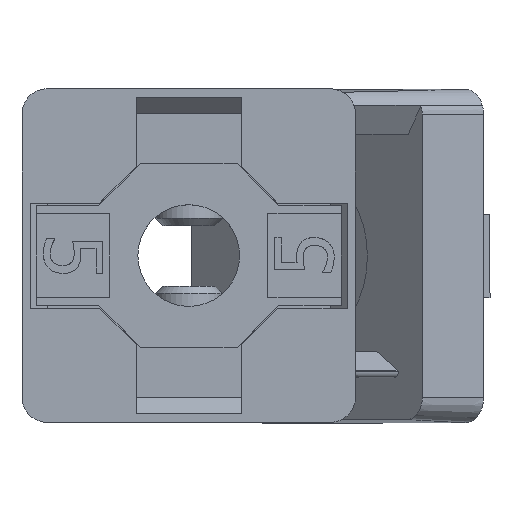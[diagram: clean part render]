
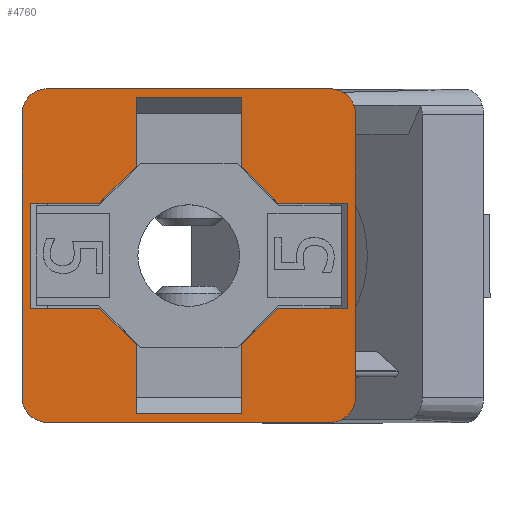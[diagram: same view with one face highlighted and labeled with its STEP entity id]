
A CAD part, top view. The second image highlights one B-rep face of the part: STEP entity #4760.
In plain terms, the highlighted planar face has unit normal (0, 0, 1).
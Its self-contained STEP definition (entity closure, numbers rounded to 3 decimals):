
#206=ELLIPSE('',#5155,1.501,1.5);
#207=ELLIPSE('',#5160,1.501,1.5);
#279=FACE_BOUND('',#737,.T.);
#309=CIRCLE('',#5156,1.51);
#310=CIRCLE('',#5157,1.51);
#311=CIRCLE('',#5158,1.51);
#312=CIRCLE('',#5159,1.51);
#457=FACE_OUTER_BOUND('',#736,.T.);
#736=EDGE_LOOP('',(#3264,#3265,#3266,#3267,#3268,#3269,#3270,#3271,#3272,
#3273,#3274,#3275));
#737=EDGE_LOOP('',(#3276,#3277,#3278,#3279,#3280,#3281,#3282,#3283,#3284,
#3285,#3286,#3287,#3288,#3289,#3290,#3291));
#1018=LINE('',#6882,#1497);
#1022=LINE('',#6889,#1501);
#1028=LINE('',#6903,#1507);
#1032=LINE('',#6910,#1511);
#1038=LINE('',#6924,#1517);
#1042=LINE('',#6931,#1521);
#1048=LINE('',#6945,#1527);
#1052=LINE('',#6952,#1531);
#1055=LINE('',#6958,#1534);
#1056=LINE('',#6961,#1535);
#1060=LINE('',#6967,#1539);
#1061=LINE('',#6970,#1540);
#1065=LINE('',#6976,#1544);
#1066=LINE('',#6979,#1545);
#1070=LINE('',#6985,#1549);
#1071=LINE('',#6987,#1550);
#1075=LINE('',#7010,#1554);
#1076=LINE('',#7014,#1555);
#1077=LINE('',#7018,#1556);
#1078=LINE('',#7022,#1557);
#1079=LINE('',#7026,#1558);
#1080=LINE('',#7030,#1559);
#1497=VECTOR('',#5557,10.);
#1501=VECTOR('',#5563,10.);
#1507=VECTOR('',#5573,10.);
#1511=VECTOR('',#5579,10.);
#1517=VECTOR('',#5589,10.);
#1521=VECTOR('',#5595,10.);
#1527=VECTOR('',#5605,10.);
#1531=VECTOR('',#5611,10.);
#1534=VECTOR('',#5616,10.);
#1535=VECTOR('',#5619,10.);
#1539=VECTOR('',#5625,10.);
#1540=VECTOR('',#5628,10.);
#1544=VECTOR('',#5634,10.);
#1545=VECTOR('',#5637,10.);
#1549=VECTOR('',#5643,10.);
#1550=VECTOR('',#5646,10.);
#1554=VECTOR('',#5672,16.998);
#1555=VECTOR('',#5675,0.004);
#1556=VECTOR('',#5678,16.98);
#1557=VECTOR('',#5681,16.98);
#1558=VECTOR('',#5684,16.98);
#1559=VECTOR('',#5687,0.004);
#1975=VERTEX_POINT('',#6879);
#1976=VERTEX_POINT('',#6881);
#1978=VERTEX_POINT('',#6887);
#1983=VERTEX_POINT('',#6900);
#1984=VERTEX_POINT('',#6902);
#1986=VERTEX_POINT('',#6908);
#1991=VERTEX_POINT('',#6921);
#1992=VERTEX_POINT('',#6923);
#1994=VERTEX_POINT('',#6929);
#1999=VERTEX_POINT('',#6942);
#2000=VERTEX_POINT('',#6944);
#2002=VERTEX_POINT('',#6950);
#2004=VERTEX_POINT('',#6956);
#2005=VERTEX_POINT('',#6960);
#2007=VERTEX_POINT('',#6969);
#2009=VERTEX_POINT('',#6978);
#2017=VERTEX_POINT('',#7008);
#2018=VERTEX_POINT('',#7009);
#2019=VERTEX_POINT('',#7011);
#2020=VERTEX_POINT('',#7013);
#2021=VERTEX_POINT('',#7015);
#2022=VERTEX_POINT('',#7017);
#2023=VERTEX_POINT('',#7019);
#2024=VERTEX_POINT('',#7021);
#2025=VERTEX_POINT('',#7023);
#2026=VERTEX_POINT('',#7025);
#2027=VERTEX_POINT('',#7027);
#2028=VERTEX_POINT('',#7029);
#2446=EDGE_CURVE('',#1976,#1975,#1018,.T.);
#2450=EDGE_CURVE('',#1975,#1978,#1022,.T.);
#2456=EDGE_CURVE('',#1984,#1983,#1028,.T.);
#2460=EDGE_CURVE('',#1983,#1986,#1032,.T.);
#2466=EDGE_CURVE('',#1992,#1991,#1038,.T.);
#2470=EDGE_CURVE('',#1991,#1994,#1042,.T.);
#2476=EDGE_CURVE('',#2000,#1999,#1048,.T.);
#2480=EDGE_CURVE('',#1999,#2002,#1052,.T.);
#2483=EDGE_CURVE('',#1986,#2004,#1055,.T.);
#2484=EDGE_CURVE('',#2005,#1984,#1056,.T.);
#2488=EDGE_CURVE('',#1994,#2005,#1060,.T.);
#2489=EDGE_CURVE('',#2007,#1992,#1061,.T.);
#2493=EDGE_CURVE('',#2002,#2007,#1065,.T.);
#2494=EDGE_CURVE('',#2009,#2000,#1066,.T.);
#2498=EDGE_CURVE('',#1978,#2009,#1070,.T.);
#2499=EDGE_CURVE('',#2004,#1976,#1071,.T.);
#2509=EDGE_CURVE('',#2017,#2018,#1075,.T.);
#2510=EDGE_CURVE('',#2019,#2018,#206,.T.);
#2511=EDGE_CURVE('',#2020,#2019,#1076,.T.);
#2512=EDGE_CURVE('',#2020,#2021,#309,.T.);
#2513=EDGE_CURVE('',#2021,#2022,#1077,.T.);
#2514=EDGE_CURVE('',#2022,#2023,#310,.T.);
#2515=EDGE_CURVE('',#2023,#2024,#1078,.T.);
#2516=EDGE_CURVE('',#2024,#2025,#311,.T.);
#2517=EDGE_CURVE('',#2025,#2026,#1079,.T.);
#2518=EDGE_CURVE('',#2026,#2027,#312,.T.);
#2519=EDGE_CURVE('',#2028,#2027,#1080,.T.);
#2520=EDGE_CURVE('',#2017,#2028,#207,.T.);
#3264=ORIENTED_EDGE('',*,*,#2509,.T.);
#3265=ORIENTED_EDGE('',*,*,#2510,.F.);
#3266=ORIENTED_EDGE('',*,*,#2511,.F.);
#3267=ORIENTED_EDGE('',*,*,#2512,.T.);
#3268=ORIENTED_EDGE('',*,*,#2513,.T.);
#3269=ORIENTED_EDGE('',*,*,#2514,.T.);
#3270=ORIENTED_EDGE('',*,*,#2515,.T.);
#3271=ORIENTED_EDGE('',*,*,#2516,.T.);
#3272=ORIENTED_EDGE('',*,*,#2517,.T.);
#3273=ORIENTED_EDGE('',*,*,#2518,.T.);
#3274=ORIENTED_EDGE('',*,*,#2519,.F.);
#3275=ORIENTED_EDGE('',*,*,#2520,.F.);
#3276=ORIENTED_EDGE('',*,*,#2483,.T.);
#3277=ORIENTED_EDGE('',*,*,#2499,.T.);
#3278=ORIENTED_EDGE('',*,*,#2446,.T.);
#3279=ORIENTED_EDGE('',*,*,#2450,.T.);
#3280=ORIENTED_EDGE('',*,*,#2498,.T.);
#3281=ORIENTED_EDGE('',*,*,#2494,.T.);
#3282=ORIENTED_EDGE('',*,*,#2476,.T.);
#3283=ORIENTED_EDGE('',*,*,#2480,.T.);
#3284=ORIENTED_EDGE('',*,*,#2493,.T.);
#3285=ORIENTED_EDGE('',*,*,#2489,.T.);
#3286=ORIENTED_EDGE('',*,*,#2466,.T.);
#3287=ORIENTED_EDGE('',*,*,#2470,.T.);
#3288=ORIENTED_EDGE('',*,*,#2488,.T.);
#3289=ORIENTED_EDGE('',*,*,#2484,.T.);
#3290=ORIENTED_EDGE('',*,*,#2456,.T.);
#3291=ORIENTED_EDGE('',*,*,#2460,.T.);
#4578=PLANE('',#5154);
#4760=ADVANCED_FACE('',(#457,#279),#4578,.T.);
#5154=AXIS2_PLACEMENT_3D('',#7007,#5670,#5671);
#5155=AXIS2_PLACEMENT_3D('',#7012,#5673,#5674);
#5156=AXIS2_PLACEMENT_3D('',#7016,#5676,#5677);
#5157=AXIS2_PLACEMENT_3D('',#7020,#5679,#5680);
#5158=AXIS2_PLACEMENT_3D('',#7024,#5682,#5683);
#5159=AXIS2_PLACEMENT_3D('',#7028,#5685,#5686);
#5160=AXIS2_PLACEMENT_3D('',#7031,#5688,#5689);
#5557=DIRECTION('',(0.,-1.,0.));
#5563=DIRECTION('',(-1.,0.,0.));
#5573=DIRECTION('',(1.,0.,0.));
#5579=DIRECTION('',(0.,-1.,0.));
#5589=DIRECTION('',(0.,1.,0.));
#5595=DIRECTION('',(1.,0.,0.));
#5605=DIRECTION('',(-1.,0.,0.));
#5611=DIRECTION('',(0.,1.,0.));
#5616=DIRECTION('',(-1.,0.,0.));
#5619=DIRECTION('',(0.707,-0.707,0.));
#5625=DIRECTION('',(0.,-1.,0.));
#5628=DIRECTION('',(0.707,0.707,0.));
#5634=DIRECTION('',(1.,0.,0.));
#5637=DIRECTION('',(-0.707,0.707,0.));
#5643=DIRECTION('',(0.,1.,0.));
#5646=DIRECTION('',(-0.707,-0.707,0.));
#5670=DIRECTION('center_axis',(0.,0.,1.));
#5671=DIRECTION('ref_axis',(1.,0.,0.));
#5672=DIRECTION('',(1.,0.,0.));
#5673=DIRECTION('center_axis',(0.,0.,-1.));
#5674=DIRECTION('ref_axis',(1.,0.,0.));
#5675=DIRECTION('',(0.538,-0.843,0.));
#5676=DIRECTION('center_axis',(0.,0.,1.));
#5677=DIRECTION('ref_axis',(0.,-1.,0.));
#5678=DIRECTION('',(0.,1.,0.));
#5679=DIRECTION('center_axis',(0.,0.,1.));
#5680=DIRECTION('ref_axis',(1.,0.,0.));
#5681=DIRECTION('',(-1.,0.,0.));
#5682=DIRECTION('center_axis',(0.,0.,1.));
#5683=DIRECTION('ref_axis',(0.,1.,0.));
#5684=DIRECTION('',(0.,-1.,0.));
#5685=DIRECTION('center_axis',(0.,0.,1.));
#5686=DIRECTION('ref_axis',(-1.,0.,0.));
#5687=DIRECTION('',(0.538,0.843,0.));
#5688=DIRECTION('center_axis',(0.,0.,-1.));
#5689=DIRECTION('ref_axis',(1.,0.,0.));
#6879=CARTESIAN_POINT('',(3.15,-9.5,0.));
#6881=CARTESIAN_POINT('',(3.15,-5.335,0.));
#6882=CARTESIAN_POINT('',(3.15,-2.668,0.));
#6887=CARTESIAN_POINT('',(-3.15,-9.5,0.));
#6889=CARTESIAN_POINT('',(1.575,-9.5,0.));
#6900=CARTESIAN_POINT('',(9.5,3.15,0.));
#6902=CARTESIAN_POINT('',(5.335,3.15,0.));
#6903=CARTESIAN_POINT('',(2.668,3.15,0.));
#6908=CARTESIAN_POINT('',(9.5,-3.15,0.));
#6910=CARTESIAN_POINT('',(9.5,1.575,0.));
#6921=CARTESIAN_POINT('',(-3.15,9.5,0.));
#6923=CARTESIAN_POINT('',(-3.15,5.335,0.));
#6924=CARTESIAN_POINT('',(-3.15,2.668,0.));
#6929=CARTESIAN_POINT('',(3.15,9.5,0.));
#6931=CARTESIAN_POINT('',(-1.575,9.5,0.));
#6942=CARTESIAN_POINT('',(-9.5,-3.15,0.));
#6944=CARTESIAN_POINT('',(-5.335,-3.15,0.));
#6945=CARTESIAN_POINT('',(-2.668,-3.15,0.));
#6950=CARTESIAN_POINT('',(-9.5,3.15,0.));
#6952=CARTESIAN_POINT('',(-9.5,-1.575,0.));
#6956=CARTESIAN_POINT('',(5.335,-3.15,0.));
#6958=CARTESIAN_POINT('',(4.75,-3.15,0.));
#6960=CARTESIAN_POINT('',(3.15,5.335,0.));
#6961=CARTESIAN_POINT('',(3.696,4.789,0.));
#6967=CARTESIAN_POINT('',(3.15,4.75,0.));
#6969=CARTESIAN_POINT('',(-5.335,3.15,0.));
#6970=CARTESIAN_POINT('',(-4.789,3.696,0.));
#6976=CARTESIAN_POINT('',(-4.75,3.15,0.));
#6978=CARTESIAN_POINT('',(-3.15,-5.335,0.));
#6979=CARTESIAN_POINT('',(-3.696,-4.789,0.));
#6985=CARTESIAN_POINT('',(-3.15,-4.75,0.));
#6987=CARTESIAN_POINT('',(4.789,-3.696,0.));
#7007=CARTESIAN_POINT('Origin',(0.,0.,
0.));
#7008=CARTESIAN_POINT('',(-8.499,-10.,0.));
#7009=CARTESIAN_POINT('',(8.499,-10.,0.));
#7010=CARTESIAN_POINT('',(-10.,-10.,0.));
#7011=CARTESIAN_POINT('',(9.906,-9.023,0.));
#7012=CARTESIAN_POINT('Origin',(8.499,-8.5,0.));
#7013=CARTESIAN_POINT('',(9.904,-9.02,0.));
#7014=CARTESIAN_POINT('',(6.56,-3.776,0.));
#7015=CARTESIAN_POINT('',(10.,-8.49,0.));
#7016=CARTESIAN_POINT('Origin',(8.49,-8.49,0.));
#7017=CARTESIAN_POINT('',(10.,8.49,0.));
#7018=CARTESIAN_POINT('',(10.,-8.49,0.));
#7019=CARTESIAN_POINT('',(8.49,10.,0.));
#7020=CARTESIAN_POINT('Origin',(8.49,8.49,0.));
#7021=CARTESIAN_POINT('',(-8.49,10.,0.));
#7022=CARTESIAN_POINT('',(8.49,10.,0.));
#7023=CARTESIAN_POINT('',(-10.,8.49,0.));
#7024=CARTESIAN_POINT('Origin',(-8.49,8.49,0.));
#7025=CARTESIAN_POINT('',(-10.,-8.49,0.));
#7026=CARTESIAN_POINT('',(-10.,8.49,0.));
#7027=CARTESIAN_POINT('',(-9.901,-9.028,0.));
#7028=CARTESIAN_POINT('Origin',(-8.49,-8.49,0.));
#7029=CARTESIAN_POINT('',(-9.903,-9.031,0.));
#7030=CARTESIAN_POINT('',(-9.585,-8.532,0.));
#7031=CARTESIAN_POINT('Origin',(-8.499,-8.5,0.));
